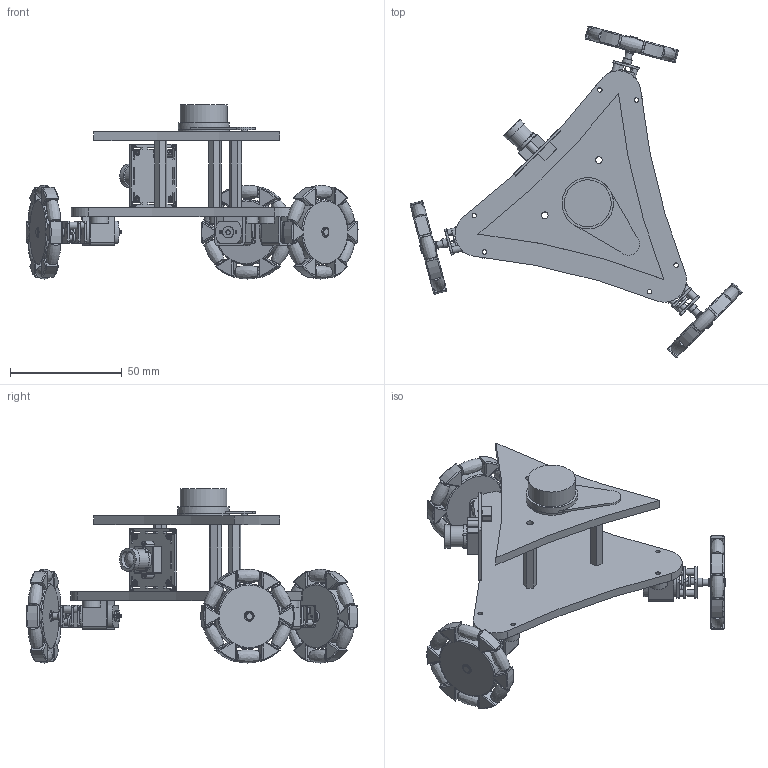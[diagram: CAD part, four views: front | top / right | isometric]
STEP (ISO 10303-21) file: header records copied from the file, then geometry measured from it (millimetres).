
FILE_DESCRIPTION(/* description */ (''),/* implementation_level */ '2;1');
FILE_NAME(/* name */ 'duke_bot v2.step',/* time_stamp */ '2022-08-28T16:40:37+05:30',/* author */ (''),/* organization */ (''),/* preprocessor_version */ 'ST-DEVELOPER v19',/* originating_system */ 'Autodesk Translation Framework v11.7.0.108',/* authorisation */ '');
FILE_SCHEMA (('AUTOMOTIVE_DESIGN { 1 0 10303 214 3 1 1 }'));
Length unit declared in the file: millimetre
Products named in the file (17): duke_bot; base_link; top_surface_holder_3; top_surface_holder_1; top_surface_holder_2; top_surface; lidar; motor_holder_1; motor_holder_2; motor_holder_3; n20_motor_3; n20_motor_1; n20_motor_2; omni_wheel_1; omni_wheel_2; omni_wheel_3; ov_camera
Assembly tree (16 placements, depth 2):
  duke_bot
    base_link
    top_surface_holder_3
    top_surface_holder_1
    top_surface_holder_2
    top_surface
    lidar
    motor_holder_1
    motor_holder_2
    motor_holder_3
    n20_motor_3
    n20_motor_1
    n20_motor_2
    omni_wheel_1
    omni_wheel_2
    omni_wheel_3
    ov_camera
Bounding box: 148.77 x 148.66 x 78 mm (x, y, z)
Volume: 70774.8 mm3; surface area: 49068 mm2
Topology: 22 solids, 22 shells, 1181 faces, 2862 edges, 1797 vertices
Faces by surface type: plane 598, cylinder 448, torus 93, bspline 34, cone 4, sphere 4
Full cylindrical faces by diameter (mm): 0.4 x15, 1 x12, 1.125 x2, 1.5 x4, 2 x54, 2.2 x6, 2.325 x8, 2.5 x1, 3 x38, 3.071 x3, 3.75 x3, 3.9 x3, 4 x3, 5 x6, 6.588 x1, 9.375 x1, 10.5 x2, 21 x2, 23 x2
Entity records: 38430 total; most frequent: CARTESIAN_POINT 9210, DIRECTION 6104, ORIENTED_EDGE 5720, EDGE_CURVE 2860, AXIS2_PLACEMENT_3D 2252, VERTEX_POINT 1797, LINE 1600, VECTOR 1600
